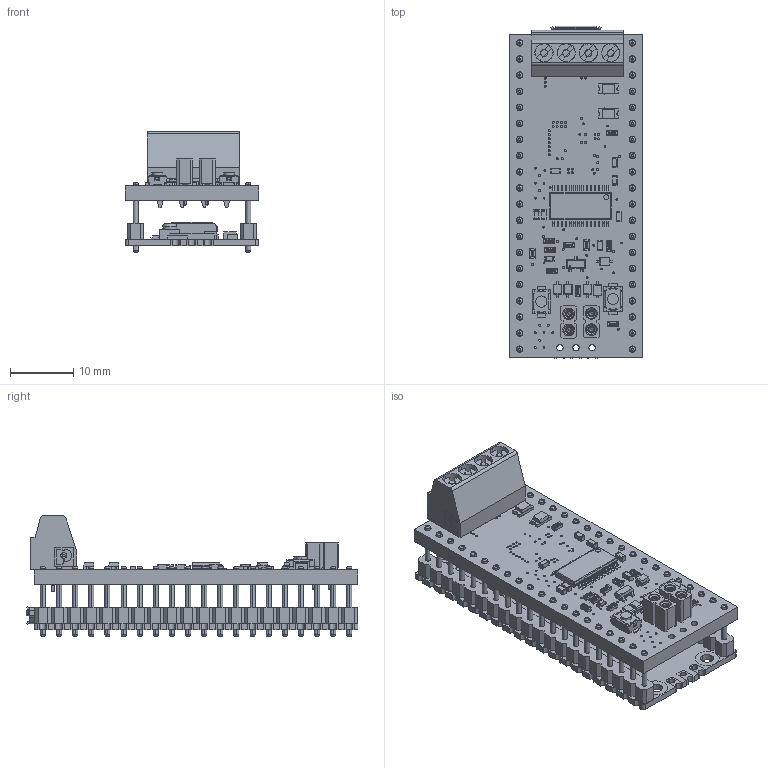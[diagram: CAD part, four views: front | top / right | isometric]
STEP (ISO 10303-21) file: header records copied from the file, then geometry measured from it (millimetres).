
FILE_DESCRIPTION(('PCB Model'),'2;1');
FILE_NAME('PICO 6 MD.STEP','2021-09-23T21:56:09',('pritesh') ,('Unspecified'),'Open CASCADE STEP processor 6.8','Proteus','Unknown' );
FILE_SCHEMA(('AUTOMOTIVE_DESIGN { 1 0 10303 214 1 1 1 1 }'));
Length unit declared in the file: millimetre
Products named in the file (219): Open CASCADE STEP translator 6.8 1; Layer_1; U2; Open CASCADE STEP translator 6.8 1.2.1; Body_1; PICO_REF_BOARD.STEP:1; PICO_REF_USB.STEP:1; SOLID; PICO_REF_SWITCH.STEP:1; PICO_REF_MICROCONTROLLER.STEP:1; PICO_REF_LED.STEP:1; PICO_REF_ONSEMI.STEP:1; PICO_BOURNS.STEP:1; PICO_MURATA.STEP:2; PICO_RICHTEK.STEP:1; PICO_DIODES.STEP:1; PICO_AEL.STEP:1; PICO_PIN_HEADERS:1; PICO_HEADER_HOLES:1; J2; Open CASCADE STEP translator 6.8 1.3.1; mkds_1-4-3.5_bk; U1; Open CASCADE STEP translator 6.8 1.4.1; BODY-TSSOP; LEAD-TSSOP; PIN1; DAP; M1; Open CASCADE STEP translator 6.8 1.5.1; =>[0:1:1:3]; =>[0:1:1:4]; M2; Open CASCADE STEP translator 6.8 1.6.1; R11; Open CASCADE STEP translator 6.8 1.7.1; =>[0:1:1:5]; =>[0:1:1:6]; SW_M1B; Open CASCADE STEP translator 6.8 1.8.1 ...
Assembly tree (280 placements, depth 6):
  Open CASCADE STEP translator 6.8 1
    Layer_1
    U2
      Open CASCADE STEP translator 6.8 1.2.1
        Body_1
          PICO_REF_BOARD.STEP:1
          PICO_REF_USB.STEP:1
            SOLID
            SOLID
            SOLID
            SOLID
            SOLID
          PICO_REF_SWITCH.STEP:1
          PICO_REF_MICROCONTROLLER.STEP:1
          PICO_REF_LED.STEP:1
          PICO_REF_ONSEMI.STEP:1
          PICO_BOURNS.STEP:1
          PICO_MURATA.STEP:2  x2
          PICO_RICHTEK.STEP:1
          PICO_DIODES.STEP:1
          PICO_AEL.STEP:1
          PICO_PIN_HEADERS:1
            SOLID
            SOLID
            SOLID
            SOLID
            SOLID
            SOLID
            SOLID
            SOLID
            SOLID
            SOLID
            SOLID
            SOLID
            SOLID
            SOLID
            SOLID
            SOLID
            SOLID
            SOLID
            SOLID
            SOLID
            SOLID
            SOLID
            SOLID
            SOLID
            SOLID
            SOLID
            SOLID
            SOLID
            SOLID
            SOLID
            SOLID
            SOLID
            SOLID
            SOLID
            SOLID
            SOLID
            SOLID
            SOLID
Bounding box: 21 x 52.3 x 19 mm (x, y, z)
Volume: 5229.4 mm3; surface area: 10488.1 mm2
Topology: 231 solids, 232 shells, 4821 faces, 12254 edges, 7956 vertices
Faces by surface type: plane 2659, cylinder 1370, bspline 634, cone 80, sphere 68, torus 10
Entity records: 107031 total; most frequent: CARTESIAN_POINT 23070, DIRECTION 15048, ORIENTED_EDGE 14726, EDGE_CURVE 7364, AXIS2_PLACEMENT_3D 5464, VERTEX_POINT 4838, LINE 4120, VECTOR 4120
